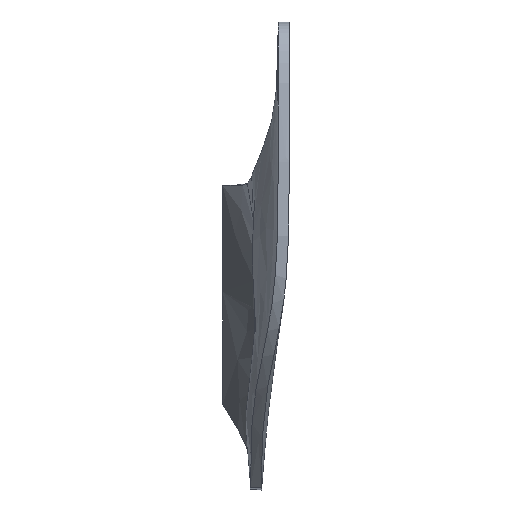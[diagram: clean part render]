
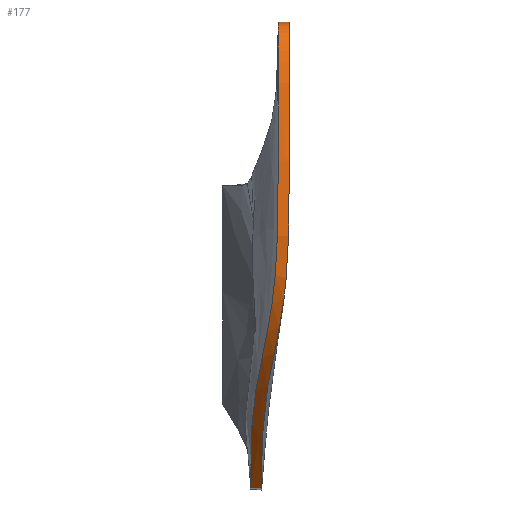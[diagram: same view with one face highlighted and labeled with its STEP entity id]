
A CAD part, top view. The second image highlights one B-rep face of the part: STEP entity #177.
In plain terms, the highlighted free-form (B-spline) face has degree [3, 3] with [12, 4] control points.
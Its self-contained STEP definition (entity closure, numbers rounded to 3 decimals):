
#25=B_SPLINE_SURFACE_WITH_KNOTS('',3,3,((#956,#957,#958,#959),(#960,#961,
#962,#963),(#964,#965,#966,#967),(#968,#969,#970,#971),(#972,#973,#974,
#975),(#976,#977,#978,#979),(#980,#981,#982,#983),(#984,#985,#986,#987),
(#988,#989,#990,#991),(#992,#993,#994,#995),(#996,#997,#998,#999),(#1000,
#1001,#1002,#1003)),.UNSPECIFIED.,.F.,.F.,.F.,(4,1,2,2,2,1,4),(4,4),(0.,
1.,2.,3.,4.,4.5,5.),(0.,0.2),.UNSPECIFIED.);
#33=FACE_OUTER_BOUND('',#45,.T.);
#45=EDGE_LOOP('',(#155,#156,#157,#158));
#53=LINE('',#1004,#61);
#54=LINE('',#1005,#62);
#61=VECTOR('',#211,10.);
#62=VECTOR('',#212,10.);
#73=B_SPLINE_CURVE_WITH_KNOTS('',3,(#782,#783,#784,#785,#786,#787,#788,
#789,#790,#791,#792,#793,#794,#795),.UNSPECIFIED.,.F.,.F.,(4,2,2,1,2,2,
1,4),(0.,1.,2.,2.5,3.,4.,4.5,5.),.UNSPECIFIED.);
#77=B_SPLINE_CURVE_WITH_KNOTS('',3,(#922,#923,#924,#925,#926,#927,#928,
#929),.UNSPECIFIED.,.F.,.F.,(4,1,1,1,1,4),(0.,1.,2.,3.,4.,5.),
 .UNSPECIFIED.);
#91=VERTEX_POINT('',#780);
#92=VERTEX_POINT('',#781);
#95=VERTEX_POINT('',#920);
#96=VERTEX_POINT('',#921);
#111=EDGE_CURVE('',#91,#92,#73,.T.);
#115=EDGE_CURVE('',#95,#96,#77,.T.);
#119=EDGE_CURVE('',#96,#92,#53,.T.);
#120=EDGE_CURVE('',#95,#91,#54,.T.);
#155=ORIENTED_EDGE('',*,*,#115,.T.);
#156=ORIENTED_EDGE('',*,*,#119,.T.);
#157=ORIENTED_EDGE('',*,*,#111,.F.);
#158=ORIENTED_EDGE('',*,*,#120,.F.);
#177=ADVANCED_FACE('',(#33),#25,.T.);
#211=DIRECTION('',(1.,0.,0.));
#212=DIRECTION('',(1.,0.,0.));
#780=CARTESIAN_POINT('',(12.,42.299,11.041));
#781=CARTESIAN_POINT('',(7.,-40.6,-0.821));
#782=CARTESIAN_POINT('Ctrl Pts',(12.,42.299,11.041));
#783=CARTESIAN_POINT('Ctrl Pts',(12.,43.205,15.694));
#784=CARTESIAN_POINT('Ctrl Pts',(12.,44.111,20.347));
#785=CARTESIAN_POINT('Ctrl Pts',(12.,36.181,26.002));
#786=CARTESIAN_POINT('Ctrl Pts',(12.,27.344,27.003));
#787=CARTESIAN_POINT('Ctrl Pts',(12.,14.389,27.876));
#788=CARTESIAN_POINT('Ctrl Pts',(12.,5.823,28.262));
#789=CARTESIAN_POINT('Ctrl Pts',(11.58,-2.065,27.268));
#790=CARTESIAN_POINT('Ctrl Pts',(10.3,-13.044,24.021));
#791=CARTESIAN_POINT('Ctrl Pts',(8.586,-19.025,19.508));
#792=CARTESIAN_POINT('Ctrl Pts',(7.382,-27.265,12.207));
#793=CARTESIAN_POINT('Ctrl Pts',(6.983,-32.655,7.147));
#794=CARTESIAN_POINT('Ctrl Pts',(7.,-37.988,1.89));
#795=CARTESIAN_POINT('Ctrl Pts',(7.,-40.6,-0.821));
#920=CARTESIAN_POINT('',(10.,42.299,11.041));
#921=CARTESIAN_POINT('',(5.,-40.6,-0.821));
#922=CARTESIAN_POINT('Ctrl Pts',(10.,42.299,11.041));
#923=CARTESIAN_POINT('Ctrl Pts',(10.,43.205,15.694));
#924=CARTESIAN_POINT('Ctrl Pts',(10.,45.017,25.));
#925=CARTESIAN_POINT('Ctrl Pts',(10.,18.508,28.005));
#926=CARTESIAN_POINT('Ctrl Pts',(10.,-6.799,28.603));
#927=CARTESIAN_POINT('Ctrl Pts',(5.,-24.3,14.792));
#928=CARTESIAN_POINT('Ctrl Pts',(5.,-35.167,4.384));
#929=CARTESIAN_POINT('Ctrl Pts',(5.,-40.6,-0.821));
#956=CARTESIAN_POINT('Ctrl Pts',(10.,42.299,11.041));
#957=CARTESIAN_POINT('Ctrl Pts',(10.667,42.299,11.041));
#958=CARTESIAN_POINT('Ctrl Pts',(11.333,42.299,11.041));
#959=CARTESIAN_POINT('Ctrl Pts',(12.,42.299,11.041));
#960=CARTESIAN_POINT('Ctrl Pts',(10.,43.205,15.694));
#961=CARTESIAN_POINT('Ctrl Pts',(10.667,43.205,15.694));
#962=CARTESIAN_POINT('Ctrl Pts',(11.333,43.205,15.694));
#963=CARTESIAN_POINT('Ctrl Pts',(12.,43.205,15.694));
#964=CARTESIAN_POINT('Ctrl Pts',(10.,45.017,25.));
#965=CARTESIAN_POINT('Ctrl Pts',(10.666,45.016,25.));
#966=CARTESIAN_POINT('Ctrl Pts',(11.333,45.017,25.));
#967=CARTESIAN_POINT('Ctrl Pts',(12.,45.016,25.));
#968=CARTESIAN_POINT('Ctrl Pts',(10.,27.345,27.003));
#969=CARTESIAN_POINT('Ctrl Pts',(10.667,27.345,27.003));
#970=CARTESIAN_POINT('Ctrl Pts',(11.334,27.345,27.003));
#971=CARTESIAN_POINT('Ctrl Pts',(12.001,27.345,27.003));
#972=CARTESIAN_POINT('Ctrl Pts',(10.,10.073,28.204));
#973=CARTESIAN_POINT('Ctrl Pts',(10.666,10.071,28.192));
#974=CARTESIAN_POINT('Ctrl Pts',(11.332,10.069,28.18));
#975=CARTESIAN_POINT('Ctrl Pts',(11.998,10.067,28.168));
#976=CARTESIAN_POINT('Ctrl Pts',(10.,1.637,28.404));
#977=CARTESIAN_POINT('Ctrl Pts',(10.668,1.621,28.387));
#978=CARTESIAN_POINT('Ctrl Pts',(11.338,1.607,28.368));
#979=CARTESIAN_POINT('Ctrl Pts',(12.006,1.592,28.351));
#980=CARTESIAN_POINT('Ctrl Pts',(8.333,-12.633,23.999));
#981=CARTESIAN_POINT('Ctrl Pts',(8.989,-12.769,24.006));
#982=CARTESIAN_POINT('Ctrl Pts',(9.644,-12.907,24.014));
#983=CARTESIAN_POINT('Ctrl Pts',(10.3,-13.043,24.021));
#984=CARTESIAN_POINT('Ctrl Pts',(6.667,-18.467,19.396));
#985=CARTESIAN_POINT('Ctrl Pts',(7.306,-18.653,19.433));
#986=CARTESIAN_POINT('Ctrl Pts',(7.947,-18.839,19.471));
#987=CARTESIAN_POINT('Ctrl Pts',(8.586,-19.025,19.508));
#988=CARTESIAN_POINT('Ctrl Pts',(5.417,-26.917,12.04));
#989=CARTESIAN_POINT('Ctrl Pts',(6.072,-27.033,12.095));
#990=CARTESIAN_POINT('Ctrl Pts',(6.727,-27.149,12.151));
#991=CARTESIAN_POINT('Ctrl Pts',(7.382,-27.265,12.207));
#992=CARTESIAN_POINT('Ctrl Pts',(5.,-32.45,6.986));
#993=CARTESIAN_POINT('Ctrl Pts',(5.661,-32.52,7.04));
#994=CARTESIAN_POINT('Ctrl Pts',(6.322,-32.586,7.093));
#995=CARTESIAN_POINT('Ctrl Pts',(6.983,-32.656,7.148));
#996=CARTESIAN_POINT('Ctrl Pts',(5.,-37.884,1.781));
#997=CARTESIAN_POINT('Ctrl Pts',(5.666,-37.916,1.815));
#998=CARTESIAN_POINT('Ctrl Pts',(6.334,-37.955,1.856));
#999=CARTESIAN_POINT('Ctrl Pts',(7.,-37.988,1.89));
#1000=CARTESIAN_POINT('Ctrl Pts',(5.,-40.6,-0.821));
#1001=CARTESIAN_POINT('Ctrl Pts',(5.667,-40.6,-0.821));
#1002=CARTESIAN_POINT('Ctrl Pts',(6.333,-40.6,-0.821));
#1003=CARTESIAN_POINT('Ctrl Pts',(7.,-40.6,-0.821));
#1004=CARTESIAN_POINT('',(5.,-40.6,-0.821));
#1005=CARTESIAN_POINT('',(10.,42.299,11.041));
